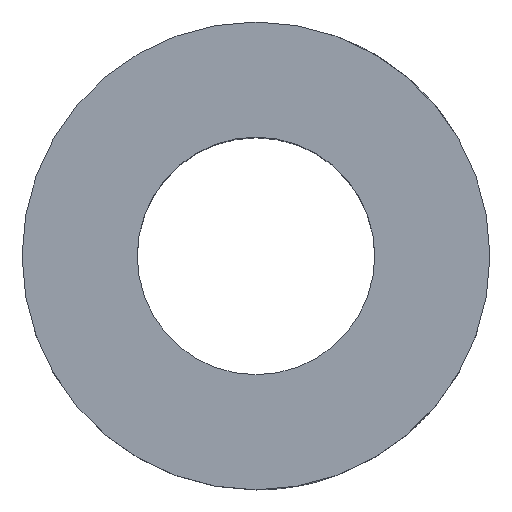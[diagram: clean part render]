
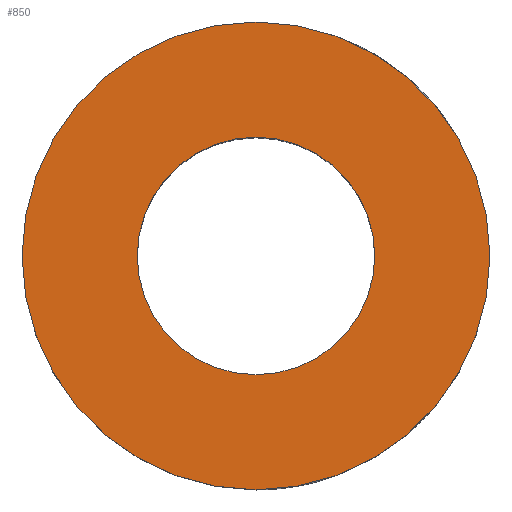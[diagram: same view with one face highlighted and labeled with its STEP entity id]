
A CAD part, top view. The second image highlights one B-rep face of the part: STEP entity #850.
In plain terms, the highlighted planar face has unit normal (0, 0, 1).
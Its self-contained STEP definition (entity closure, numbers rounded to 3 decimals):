
#59 = VERTEX_POINT ( 'NONE', #173 ) ;
#173 = CARTESIAN_POINT ( 'NONE',  ( 0., 25., 0. ) ) ;
#230 = CIRCLE ( 'NONE', #231, 25. ) ;
#231 = AXIS2_PLACEMENT_3D ( 'NONE', #232, #233, #234 ) ;
#232 = CARTESIAN_POINT ( 'NONE',  ( 0., 0., 0. ) ) ;
#233 = DIRECTION ( 'NONE',  ( 0., 0., 1. ) ) ;
#234 = DIRECTION ( 'NONE',  ( 0., -1., 0. ) ) ;
#265 = FACE_BOUND ( 'NONE', #838, .T. ) ;
#266 = FACE_OUTER_BOUND ( 'NONE', #961, .T. ) ;
#267 = PLANE ( 'NONE',  #268 ) ;
#268 = AXIS2_PLACEMENT_3D ( 'NONE', #269, #271, #272 ) ;
#269 = CARTESIAN_POINT ( 'NONE',  ( 0., 49.25, 0. ) ) ;
#271 = DIRECTION ( 'NONE',  ( 0., 0., -1. ) ) ;
#272 = DIRECTION ( 'NONE',  ( 0., 1., 0. ) ) ;
#283 = CARTESIAN_POINT ( 'NONE',  ( 0., 49.25, 0. ) ) ;
#290 = CIRCLE ( 'NONE', #291, 49.25 ) ;
#291 = AXIS2_PLACEMENT_3D ( 'NONE', #292, #293, #294 ) ;
#292 = CARTESIAN_POINT ( 'NONE',  ( 0., 0., 0. ) ) ;
#293 = DIRECTION ( 'NONE',  ( 0., 0., 1. ) ) ;
#294 = DIRECTION ( 'NONE',  ( 0., -1., 0. ) ) ;
#449 = VERTEX_POINT ( 'NONE', #1376 ) ;
#838 = EDGE_LOOP ( 'NONE', ( #1048, #843 ) ) ;
#841 = EDGE_CURVE ( 'NONE', #449, #59, #230, .T. ) ;
#843 = ORIENTED_EDGE ( 'NONE', *, *, #1021, .F. ) ;
#850 = ADVANCED_FACE ( 'NONE', ( #265, #266 ), #267, .F. ) ;
#899 = ORIENTED_EDGE ( 'NONE', *, *, #1076, .T. ) ;
#911 = ORIENTED_EDGE ( 'NONE', *, *, #1434, .T. ) ;
#938 = VERTEX_POINT ( 'NONE', #283 ) ;
#961 = EDGE_LOOP ( 'NONE', ( #899, #911 ) ) ;
#1021 = EDGE_CURVE ( 'NONE', #59, #449, #1568, .T. ) ;
#1048 = ORIENTED_EDGE ( 'NONE', *, *, #841, .F. ) ;
#1076 = EDGE_CURVE ( 'NONE', #1086, #938, #1490, .T. ) ;
#1086 = VERTEX_POINT ( 'NONE', #1542 ) ;
#1376 = CARTESIAN_POINT ( 'NONE',  ( 0., -25., 0. ) ) ;
#1434 = EDGE_CURVE ( 'NONE', #938, #1086, #290, .T. ) ;
#1490 = CIRCLE ( 'NONE', #1491, 49.25 ) ;
#1491 = AXIS2_PLACEMENT_3D ( 'NONE', #1492, #1493, #1494 ) ;
#1492 = CARTESIAN_POINT ( 'NONE',  ( 0., 0., 0. ) ) ;
#1493 = DIRECTION ( 'NONE',  ( 0., 0., 1. ) ) ;
#1494 = DIRECTION ( 'NONE',  ( 0., -1., 0. ) ) ;
#1542 = CARTESIAN_POINT ( 'NONE',  ( 0., -49.25, 0. ) ) ;
#1568 = CIRCLE ( 'NONE', #1569, 25. ) ;
#1569 = AXIS2_PLACEMENT_3D ( 'NONE', #1570, #1571, #1572 ) ;
#1570 = CARTESIAN_POINT ( 'NONE',  ( 0., 0., 0. ) ) ;
#1571 = DIRECTION ( 'NONE',  ( 0., 0., 1. ) ) ;
#1572 = DIRECTION ( 'NONE',  ( 0., -1., 0. ) ) ;
